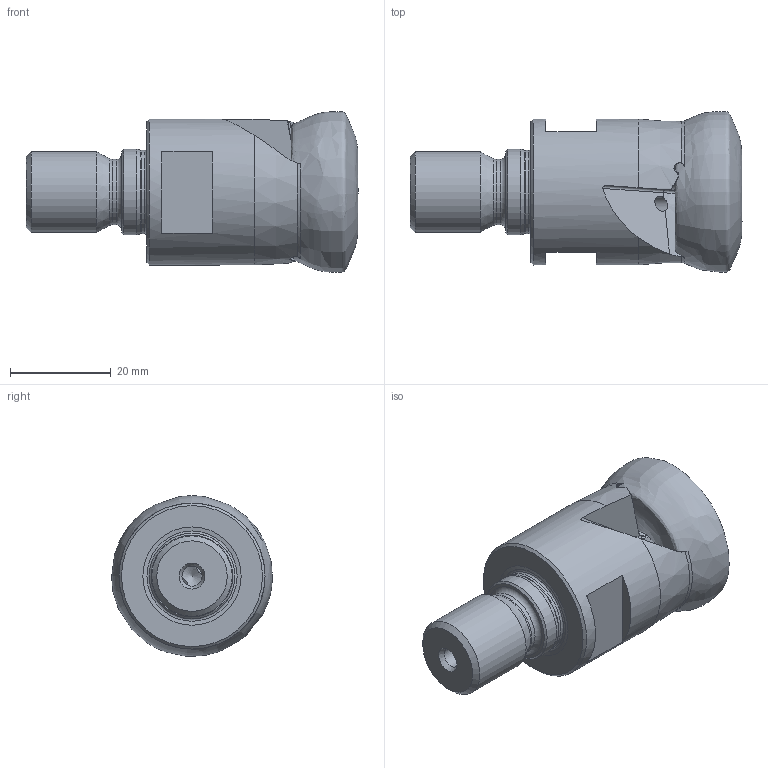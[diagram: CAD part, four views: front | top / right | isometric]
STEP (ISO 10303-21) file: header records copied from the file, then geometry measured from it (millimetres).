
FILE_DESCRIPTION (( 'STEP AP214' ), '1' );
FILE_NAME ('ESF-32-M16-12-2.STEP', '2013-10-30T13:53:40', ( '' ), ( '' ), 'SwSTEP 2.0', 'SolidWorks 2013', '' );
FILE_SCHEMA (( 'AUTOMOTIVE_DESIGN' ));
Length unit declared in the file: millimetre
Products named in the file (1): ESF-32-M16-12-2
Bounding box: 65.95 x 31.95 x 31.92 mm (x, y, z)
Volume: 29918.8 mm3; surface area: 7671.9 mm2
Topology: 1 solids, 1 shells, 116 faces, 310 edges, 197 vertices
Faces by surface type: plane 47, cylinder 29, cone 22, bspline 11, torus 7
Full cylindrical faces by diameter (mm): 3 x2, 4 x1, 13 x1, 16 x1, 16.558 x1, 17 x2, 29 x1
Entity records: 5881 total; most frequent: CARTESIAN_POINT 3397, ORIENTED_EDGE 544, DIRECTION 432, EDGE_CURVE 272, VERTEX_POINT 184, AXIS2_PLACEMENT_3D 178, EDGE_LOOP 142, FACE_OUTER_BOUND 129
